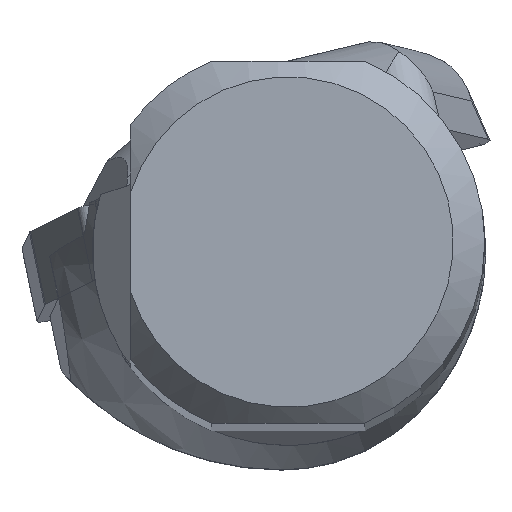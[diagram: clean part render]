
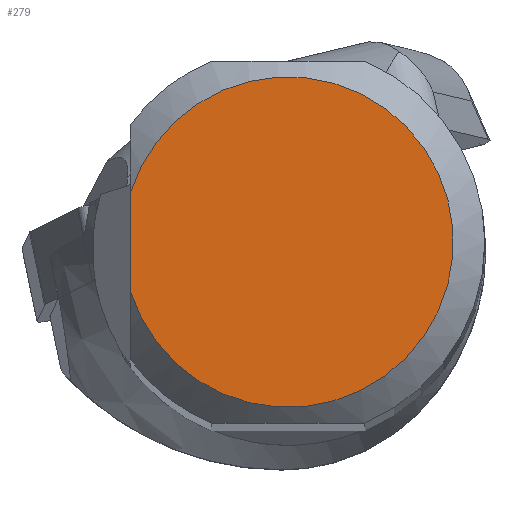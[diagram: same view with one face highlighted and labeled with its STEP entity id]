
A CAD part, top view. The second image highlights one B-rep face of the part: STEP entity #279.
In plain terms, the highlighted planar face has unit normal (0, 0, 1).
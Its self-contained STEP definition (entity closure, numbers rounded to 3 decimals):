
#195=FACE_OUTER_BOUND('',#427,.T.);
#279=ADVANCED_FACE('CU_SU_BP3',(#195),#345,.T.);
#345=PLANE('',#1818);
#427=EDGE_LOOP('',(#714,#715));
#511=CIRCLE('',#1817,10.491);
#714=ORIENTED_EDGE('',*,*,#1271,.F.);
#715=ORIENTED_EDGE('',*,*,#1272,.T.);
#1084=VERTEX_POINT('',#2782);
#1085=VERTEX_POINT('',#2783);
#1271=EDGE_CURVE('',#1084,#1085,#1441,.T.);
#1272=EDGE_CURVE('',#1084,#1085,#511,.T.);
#1441=LINE('',#2781,#1576);
#1576=VECTOR('',#2146,1.);
#1817=AXIS2_PLACEMENT_3D('',#2784,#2147,#2148);
#1818=AXIS2_PLACEMENT_3D('',#2785,#2149,#2150);
#2146=DIRECTION('',(0.,1.,0.));
#2147=DIRECTION('',(0.,0.,1.));
#2148=DIRECTION('',(1.,0.,0.));
#2149=DIRECTION('',(0.,0.,1.));
#2150=DIRECTION('',(1.,0.,0.));
#2781=CARTESIAN_POINT('',(-10.009,0.,0.));
#2782=CARTESIAN_POINT('',(-10.009,-3.145,0.));
#2783=CARTESIAN_POINT('',(-10.009,3.145,0.));
#2784=CARTESIAN_POINT('',(0.,0.,0.));
#2785=CARTESIAN_POINT('',(0.,0.,
0.));
